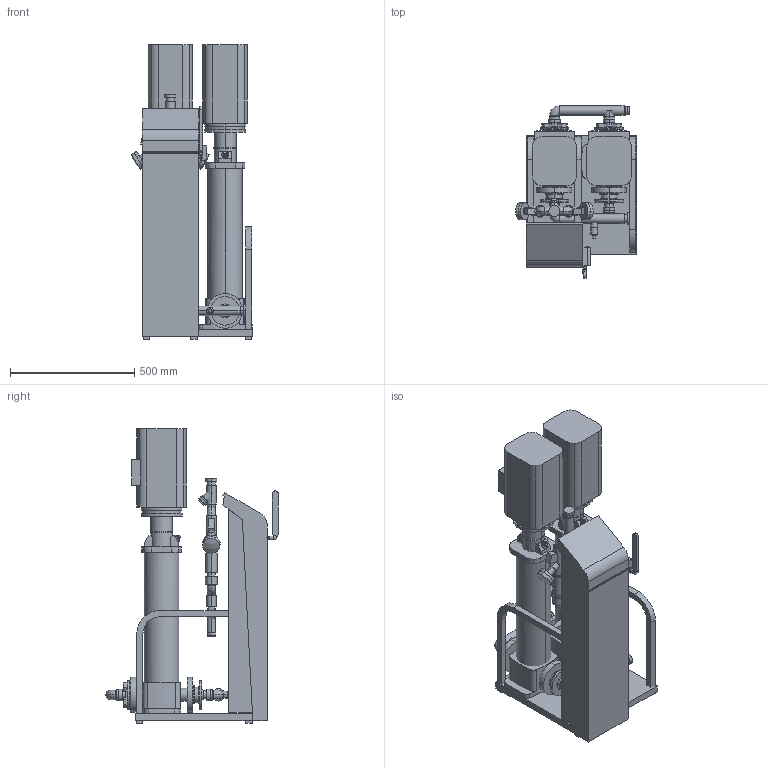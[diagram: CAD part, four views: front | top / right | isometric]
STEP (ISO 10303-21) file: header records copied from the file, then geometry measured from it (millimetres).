
FILE_DESCRIPTION (( 'STEP AP214' ), '1' );
FILE_NAME ('Sinum_D130.STEP', '2024-04-08T13:17:45', ( '' ), ( '' ), 'SwSTEP 2.0', 'SolidWorks 2021', '' );
FILE_SCHEMA (( 'AUTOMOTIVE_DESIGN' ));
Length unit declared in the file: millimetre
Products named in the file (3): Sinum_D130.dwg; Sinum_D130; 17887_flmat_mp_g4_remote_d130.dwg
Assembly tree (2 placements, depth 3):
  Sinum_D130
    Sinum_D130.dwg
      17887_flmat_mp_g4_remote_d130.dwg
Bounding box: 485.86 x 692.57 x 1183 mm (x, y, z)
Volume: 82389521 mm3; surface area: 3902139.5 mm2
Topology: 14 solids, 14 shells, 812 faces, 1901 edges, 1231 vertices
Faces by surface type: plane 422, cylinder 329, cone 46, torus 12, sphere 2, bspline 1
Entity records: 24563 total; most frequent: CARTESIAN_POINT 5060, DIRECTION 4284, ORIENTED_EDGE 3802, EDGE_CURVE 1901, AXIS2_PLACEMENT_3D 1600, VERTEX_POINT 1231, LINE 1084, VECTOR 1084
